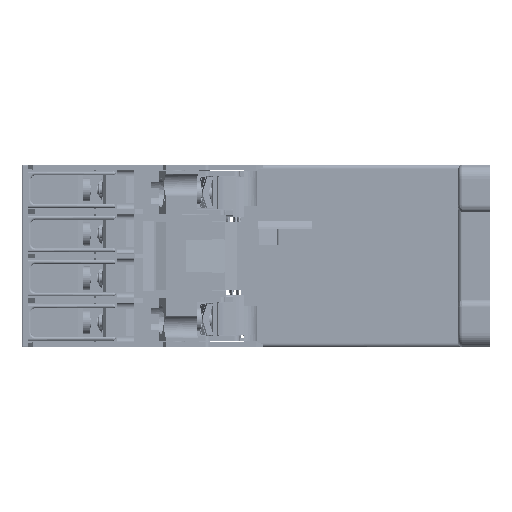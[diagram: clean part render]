
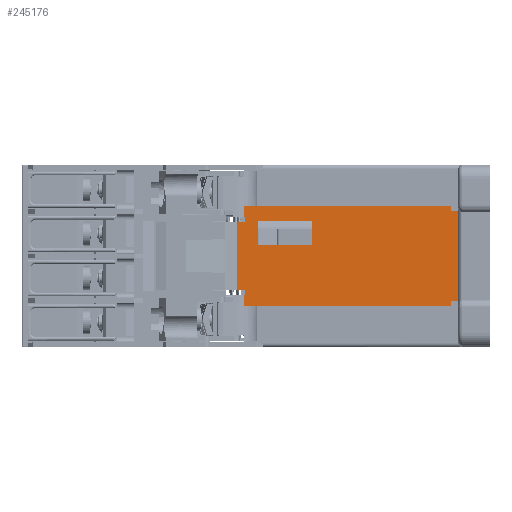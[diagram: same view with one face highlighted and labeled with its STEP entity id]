
A CAD part, left-side view. The second image highlights one B-rep face of the part: STEP entity #245176.
In plain terms, the highlighted planar face has unit normal (-1, 0, 0).
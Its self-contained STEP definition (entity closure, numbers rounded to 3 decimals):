
#244911=CARTESIAN_POINT('',(-32.4,-47.6,12.4));
#244912=VERTEX_POINT('',#244911);
#244919=CARTESIAN_POINT('',(-32.4,-47.6,11.1));
#244920=VERTEX_POINT('',#244919);
#244921=CARTESIAN_POINT('',(-32.4,-47.6,11.1));
#244922=DIRECTION('',(0.0,0.0,1.0));
#244923=VECTOR('',#244922,1.3);
#244924=LINE('',#244921,#244923);
#244925=EDGE_CURVE('',#244920,#244912,#244924,.T.);
#244950=CARTESIAN_POINT('',(-32.4,-49.5,11.1));
#244951=VERTEX_POINT('',#244950);
#244952=CARTESIAN_POINT('',(-32.4,-49.5,11.1));
#244953=DIRECTION('',(0.0,1.0,0.0));
#244954=VECTOR('',#244953,1.9);
#244955=LINE('',#244952,#244954);
#244956=EDGE_CURVE('',#244951,#244920,#244955,.T.);
#244991=CARTESIAN_POINT('',(-32.4,-49.5,12.4));
#244992=DIRECTION('',(-1.0,0.0,0.0));
#244993=DIRECTION('',(0.0,0.0,1.0));
#244994=AXIS2_PLACEMENT_3D('',#244991,#244992,#244993);
#244995=PLANE('',#244994);
#244996=ORIENTED_EDGE('',*,*,#244956,.T.);
#244997=ORIENTED_EDGE('',*,*,#244925,.T.);
#244998=CARTESIAN_POINT('',(-32.4,3.17,12.4));
#244999=VERTEX_POINT('',#244998);
#245000=CARTESIAN_POINT('',(-32.4,-47.6,12.4));
#245001=DIRECTION('',(0.0,1.0,0.0));
#245002=VECTOR('',#245001,50.77);
#245003=LINE('',#245000,#245002);
#245004=EDGE_CURVE('',#244912,#244999,#245003,.T.);
#245005=ORIENTED_EDGE('',*,*,#245004,.T.);
#245006=CARTESIAN_POINT('',(-32.4,3.17,9.65));
#245007=VERTEX_POINT('',#245006);
#245008=CARTESIAN_POINT('',(-32.4,3.17,9.65));
#245009=DIRECTION('',(0.0,0.0,1.0));
#245010=VECTOR('',#245009,2.75);
#245011=LINE('',#245008,#245010);
#245012=EDGE_CURVE('',#245007,#244999,#245011,.T.);
#245013=ORIENTED_EDGE('',*,*,#245012,.F.);
#245014=CARTESIAN_POINT('',(-32.4,3.1,9.65));
#245015=VERTEX_POINT('',#245014);
#245016=CARTESIAN_POINT('',(-32.4,3.17,9.65));
#245017=DIRECTION('',(0.0,-1.0,0.0));
#245018=VECTOR('',#245017,0.07);
#245019=LINE('',#245016,#245018);
#245020=EDGE_CURVE('',#245007,#245015,#245019,.T.);
#245021=ORIENTED_EDGE('',*,*,#245020,.T.);
#245022=CARTESIAN_POINT('',(-32.4,3.1,8.4));
#245023=VERTEX_POINT('',#245022);
#245024=CARTESIAN_POINT('',(-32.4,3.1,9.65));
#245025=DIRECTION('',(0.0,0.0,-1.0));
#245026=VECTOR('',#245025,1.25);
#245027=LINE('',#245024,#245026);
#245028=EDGE_CURVE('',#245015,#245023,#245027,.T.);
#245029=ORIENTED_EDGE('',*,*,#245028,.T.);
#245030=CARTESIAN_POINT('',(-32.4,5.1,8.4));
#245031=VERTEX_POINT('',#245030);
#245032=CARTESIAN_POINT('',(-32.4,3.1,8.4));
#245033=DIRECTION('',(0.0,1.0,0.0));
#245034=VECTOR('',#245033,2.0);
#245035=LINE('',#245032,#245034);
#245036=EDGE_CURVE('',#245023,#245031,#245035,.T.);
#245037=ORIENTED_EDGE('',*,*,#245036,.T.);
#245038=CARTESIAN_POINT('',(-32.4,5.1,-8.4));
#245039=VERTEX_POINT('',#245038);
#245040=CARTESIAN_POINT('',(-32.4,5.1,-8.4));
#245041=DIRECTION('',(0.0,0.0,1.0));
#245042=VECTOR('',#245041,16.8);
#245043=LINE('',#245040,#245042);
#245044=EDGE_CURVE('',#245039,#245031,#245043,.T.);
#245045=ORIENTED_EDGE('',*,*,#245044,.F.);
#245046=CARTESIAN_POINT('',(-32.4,3.1,-8.4));
#245047=VERTEX_POINT('',#245046);
#245048=CARTESIAN_POINT('',(-32.4,5.1,-8.4));
#245049=DIRECTION('',(0.0,-1.0,0.0));
#245050=VECTOR('',#245049,2.0);
#245051=LINE('',#245048,#245050);
#245052=EDGE_CURVE('',#245039,#245047,#245051,.T.);
#245053=ORIENTED_EDGE('',*,*,#245052,.T.);
#245054=CARTESIAN_POINT('',(-32.4,3.1,-9.65));
#245055=VERTEX_POINT('',#245054);
#245056=CARTESIAN_POINT('',(-32.4,3.1,-8.4));
#245057=DIRECTION('',(0.0,0.0,-1.0));
#245058=VECTOR('',#245057,1.25);
#245059=LINE('',#245056,#245058);
#245060=EDGE_CURVE('',#245047,#245055,#245059,.T.);
#245061=ORIENTED_EDGE('',*,*,#245060,.T.);
#245062=CARTESIAN_POINT('',(-32.4,3.17,-9.65));
#245063=VERTEX_POINT('',#245062);
#245064=CARTESIAN_POINT('',(-32.4,3.1,-9.65));
#245065=DIRECTION('',(0.0,1.0,0.0));
#245066=VECTOR('',#245065,0.07);
#245067=LINE('',#245064,#245066);
#245068=EDGE_CURVE('',#245055,#245063,#245067,.T.);
#245069=ORIENTED_EDGE('',*,*,#245068,.T.);
#245070=CARTESIAN_POINT('',(-32.4,3.17,-12.4));
#245071=VERTEX_POINT('',#245070);
#245072=CARTESIAN_POINT('',(-32.4,3.17,-12.4));
#245073=DIRECTION('',(0.0,0.0,1.0));
#245074=VECTOR('',#245073,2.75);
#245075=LINE('',#245072,#245074);
#245076=EDGE_CURVE('',#245071,#245063,#245075,.T.);
#245077=ORIENTED_EDGE('',*,*,#245076,.F.);
#245078=CARTESIAN_POINT('',(-32.4,-47.6,-12.4));
#245079=VERTEX_POINT('',#245078);
#245080=CARTESIAN_POINT('',(-32.4,-47.6,-12.4));
#245081=DIRECTION('',(0.0,1.0,0.0));
#245082=VECTOR('',#245081,50.77);
#245083=LINE('',#245080,#245082);
#245084=EDGE_CURVE('',#245079,#245071,#245083,.T.);
#245085=ORIENTED_EDGE('',*,*,#245084,.F.);
#245086=CARTESIAN_POINT('',(-32.4,-47.6,-11.1));
#245087=VERTEX_POINT('',#245086);
#245088=CARTESIAN_POINT('',(-32.4,-47.6,-12.4));
#245089=DIRECTION('',(0.0,0.0,1.0));
#245090=VECTOR('',#245089,1.3);
#245091=LINE('',#245088,#245090);
#245092=EDGE_CURVE('',#245079,#245087,#245091,.T.);
#245093=ORIENTED_EDGE('',*,*,#245092,.T.);
#245094=CARTESIAN_POINT('',(-32.4,-49.5,-11.1));
#245095=VERTEX_POINT('',#245094);
#245096=CARTESIAN_POINT('',(-32.4,-47.6,-11.1));
#245097=DIRECTION('',(0.0,-1.0,0.0));
#245098=VECTOR('',#245097,1.9);
#245099=LINE('',#245096,#245098);
#245100=EDGE_CURVE('',#245087,#245095,#245099,.T.);
#245101=ORIENTED_EDGE('',*,*,#245100,.T.);
#245102=CARTESIAN_POINT('',(-32.4,-49.5,-2.25));
#245103=VERTEX_POINT('',#245102);
#245104=CARTESIAN_POINT('',(-32.4,-49.5,-2.25));
#245105=DIRECTION('',(0.0,0.0,-1.0));
#245106=VECTOR('',#245105,8.85);
#245107=LINE('',#245104,#245106);
#245108=EDGE_CURVE('',#245103,#245095,#245107,.T.);
#245109=ORIENTED_EDGE('',*,*,#245108,.F.);
#245110=CARTESIAN_POINT('',(-32.4,-51.3,-2.25));
#245111=VERTEX_POINT('',#245110);
#245112=CARTESIAN_POINT('',(-32.4,-49.5,-2.25));
#245113=DIRECTION('',(0.0,-1.0,0.0));
#245114=VECTOR('',#245113,1.8);
#245115=LINE('',#245112,#245114);
#245116=EDGE_CURVE('',#245103,#245111,#245115,.T.);
#245117=ORIENTED_EDGE('',*,*,#245116,.T.);
#245118=CARTESIAN_POINT('',(-32.4,-51.3,2.25));
#245119=VERTEX_POINT('',#245118);
#245120=CARTESIAN_POINT('',(-32.4,-51.3,2.25));
#245121=DIRECTION('',(0.0,0.0,-1.0));
#245122=VECTOR('',#245121,4.5);
#245123=LINE('',#245120,#245122);
#245124=EDGE_CURVE('',#245119,#245111,#245123,.T.);
#245125=ORIENTED_EDGE('',*,*,#245124,.F.);
#245126=CARTESIAN_POINT('',(-32.4,-49.5,2.25));
#245127=VERTEX_POINT('',#245126);
#245128=CARTESIAN_POINT('',(-32.4,-49.5,2.25));
#245129=DIRECTION('',(0.0,-1.0,0.0));
#245130=VECTOR('',#245129,1.8);
#245131=LINE('',#245128,#245130);
#245132=EDGE_CURVE('',#245127,#245119,#245131,.T.);
#245133=ORIENTED_EDGE('',*,*,#245132,.F.);
#245134=CARTESIAN_POINT('',(-32.4,-49.5,11.1));
#245135=DIRECTION('',(0.0,0.0,-1.0));
#245136=VECTOR('',#245135,8.85);
#245137=LINE('',#245134,#245136);
#245138=EDGE_CURVE('',#244951,#245127,#245137,.T.);
#245139=ORIENTED_EDGE('',*,*,#245138,.F.);
#245140=EDGE_LOOP('',(#244996,#244997,#245005,#245013,#245021,#245029,#245037,#245045,#245053,#245061,#245069,#245077,#245085,#245093,#245101,#245109,#245117,#245125,#245133,#245139));
#245141=FACE_OUTER_BOUND('',#245140,.T.);
#245142=CARTESIAN_POINT('',(-32.4,-13.55,2.6));
#245143=VERTEX_POINT('',#245142);
#245144=CARTESIAN_POINT('',(-32.4,-0.3,2.6));
#245145=VERTEX_POINT('',#245144);
#245146=CARTESIAN_POINT('',(-32.4,-13.55,2.6));
#245147=DIRECTION('',(0.0,1.0,0.0));
#245148=VECTOR('',#245147,13.25);
#245149=LINE('',#245146,#245148);
#245150=EDGE_CURVE('',#245143,#245145,#245149,.T.);
#245151=ORIENTED_EDGE('',*,*,#245150,.T.);
#245152=CARTESIAN_POINT('',(-32.4,-0.3,8.6));
#245153=VERTEX_POINT('',#245152);
#245154=CARTESIAN_POINT('',(-32.4,-0.3,2.6));
#245155=DIRECTION('',(0.0,0.0,1.0));
#245156=VECTOR('',#245155,6.);
#245157=LINE('',#245154,#245156);
#245158=EDGE_CURVE('',#245145,#245153,#245157,.T.);
#245159=ORIENTED_EDGE('',*,*,#245158,.T.);
#245160=CARTESIAN_POINT('',(-32.4,-13.55,8.6));
#245161=VERTEX_POINT('',#245160);
#245162=CARTESIAN_POINT('',(-32.4,-0.3,8.6));
#245163=DIRECTION('',(0.0,-1.0,0.0));
#245164=VECTOR('',#245163,13.25);
#245165=LINE('',#245162,#245164);
#245166=EDGE_CURVE('',#245153,#245161,#245165,.T.);
#245167=ORIENTED_EDGE('',*,*,#245166,.T.);
#245168=CARTESIAN_POINT('',(-32.4,-13.55,8.6));
#245169=DIRECTION('',(0.0,0.0,-1.0));
#245170=VECTOR('',#245169,6.0);
#245171=LINE('',#245168,#245170);
#245172=EDGE_CURVE('',#245161,#245143,#245171,.T.);
#245173=ORIENTED_EDGE('',*,*,#245172,.T.);
#245174=EDGE_LOOP('',(#245151,#245159,#245167,#245173));
#245175=FACE_BOUND('',#245174,.T.);
#245176=ADVANCED_FACE('',(#245141,#245175),#244995,.T.);
